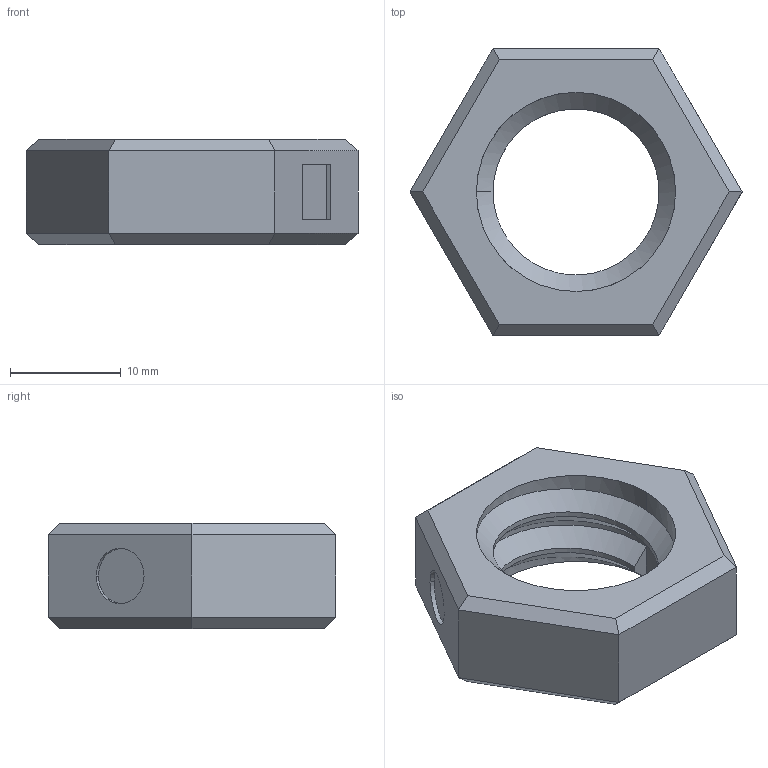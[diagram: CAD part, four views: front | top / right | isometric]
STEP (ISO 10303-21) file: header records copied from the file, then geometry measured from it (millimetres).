
FILE_DESCRIPTION (( 'STEP AP203' ), '1' );
FILE_NAME ('蹟譫.ST', '2024-03-09T16:26:27', ( '' ), ( '' ), 'SwSTEP 2.0', 'SolidWorks 2022', '' );
FILE_SCHEMA (( 'CONFIG_CONTROL_DESIGN' ));
Length unit declared in the file: millimetre
Products named in the file (1): 蹟譫____
Bounding box: 30 x 25.98 x 9.5 mm (x, y, z)
Volume: 3260.2 mm3; surface area: 2050.5 mm2
Topology: 1 solids, 1 shells, 55 faces, 129 edges, 80 vertices
Faces by surface type: plane 45, cylinder 7, bspline 3
Entity records: 1933 total; most frequent: CARTESIAN_POINT 634, ORIENTED_EDGE 258, DIRECTION 231, EDGE_CURVE 129, LINE 109, VECTOR 109, VERTEX_POINT 80, EDGE_LOOP 61
